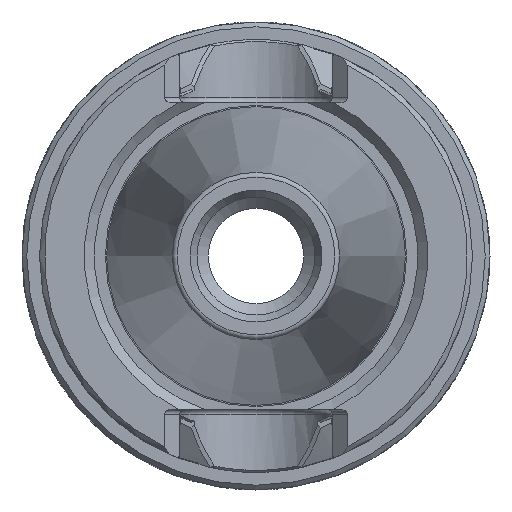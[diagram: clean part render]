
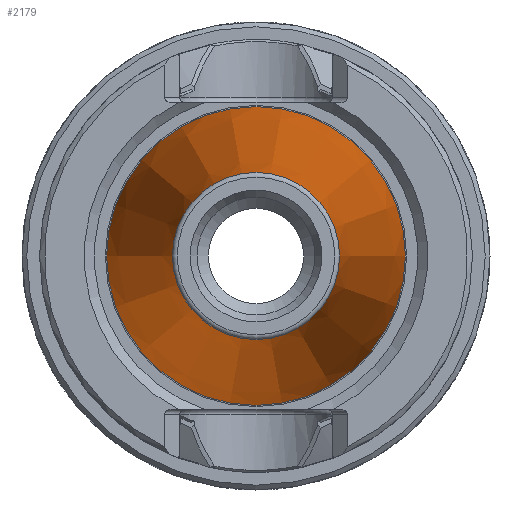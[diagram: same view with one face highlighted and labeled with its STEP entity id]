
A CAD part, left-side view. The second image highlights one B-rep face of the part: STEP entity #2179.
In plain terms, the highlighted conical face has half-angle 8.297 degrees and reference radius 12.345 mm.
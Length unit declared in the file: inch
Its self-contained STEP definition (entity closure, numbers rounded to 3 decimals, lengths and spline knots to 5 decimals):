
#358=CONICAL_SURFACE('',#2375,0.48602,8.297);
#481=FACE_BOUND('',#769,.T.);
#597=FACE_OUTER_BOUND('',#768,.T.);
#768=EDGE_LOOP('',(#1850));
#769=EDGE_LOOP('',(#1851));
#891=CIRCLE('',#2354,0.625);
#900=CIRCLE('',#2373,0.34954);
#1068=VERTEX_POINT('',#4089);
#1077=VERTEX_POINT('',#4117);
#1343=EDGE_CURVE('',#1068,#1068,#891,.T.);
#1352=EDGE_CURVE('',#1077,#1077,#900,.T.);
#1850=ORIENTED_EDGE('',*,*,#1343,.F.);
#1851=ORIENTED_EDGE('',*,*,#1352,.F.);
#2179=ADVANCED_FACE('',(#597,#481),#358,.T.);
#2354=AXIS2_PLACEMENT_3D('',#4090,#2764,#2765);
#2373=AXIS2_PLACEMENT_3D('',#4118,#2802,#2803);
#2375=AXIS2_PLACEMENT_3D('',#4120,#2806,#2807);
#2764=DIRECTION('center_axis',(1.,0.,0.));
#2765=DIRECTION('ref_axis',(0.,1.,0.));
#2802=DIRECTION('center_axis',(-1.,0.,0.));
#2803=DIRECTION('ref_axis',(0.,-1.,0.));
#2806=DIRECTION('center_axis',(1.,0.,0.));
#2807=DIRECTION('ref_axis',(0.,1.,0.));
#4089=CARTESIAN_POINT('',(0.,0.625,0.));
#4090=CARTESIAN_POINT('Origin',(0.,0.,0.));
#4117=CARTESIAN_POINT('',(-1.88889,0.34954,0.));
#4118=CARTESIAN_POINT('Origin',(-1.88889,0.,
0.));
#4120=CARTESIAN_POINT('Origin',(-0.953,0.,0.));
